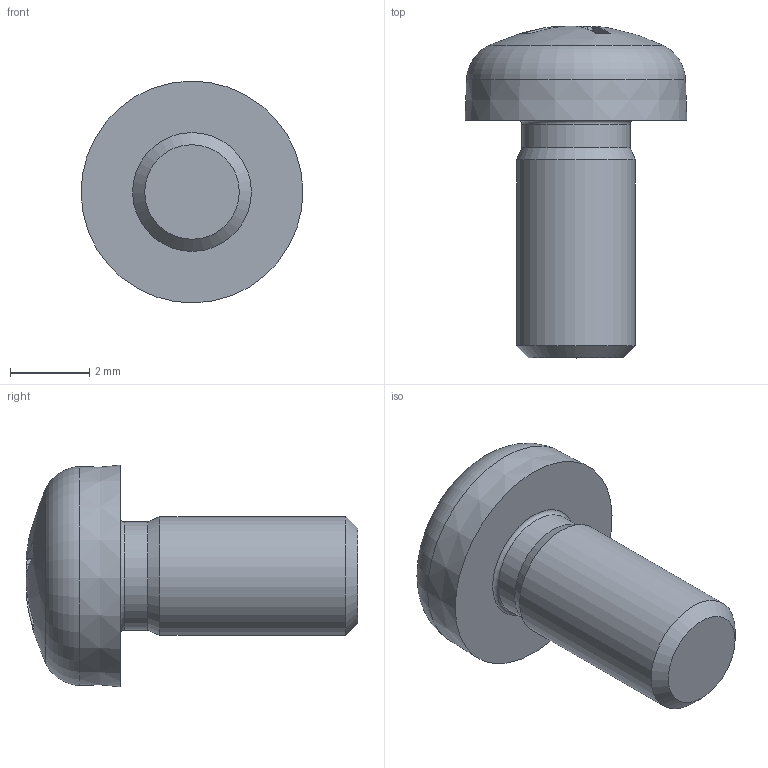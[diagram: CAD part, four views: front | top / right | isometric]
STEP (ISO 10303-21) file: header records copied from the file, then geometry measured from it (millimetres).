
FILE_DESCRIPTION(('FreeCAD Model'),'2;1');
FILE_NAME('DIN EN ISO 7045 - M3 x 6 - 4.step','2018-05-17T20:15:11',('Author'),(''), 'Open CASCADE STEP processor 7.2','FreeCAD','Unknown');
FILE_SCHEMA(('AUTOMOTIVE_DESIGN { 1 0 10303 214 1 1 1 1 }'));
Length unit declared in the file: millimetre
Products named in the file (1): DIN_EN_ISO_7045_-_M3_x_6_-_4.8_-_H
Bounding box: 5.6 x 8.38 x 5.6 mm (x, y, z)
Volume: 86 mm3; surface area: 141 mm2
Topology: 1 solids, 1 shells, 31 faces, 78 edges, 50 vertices
Faces by surface type: cone 12, plane 10, torus 6, cylinder 2, sphere 1
Full cylindrical faces by diameter (mm): 2.729 x1, 3 x1
Entity records: 2715 total; most frequent: CARTESIAN_POINT 1271, DIRECTION 246, ORIENTED_EDGE 154, PCURVE 154, DEFINITIONAL_REPRESENTATION 154, LINE 90, VECTOR 90, EDGE_CURVE 77
